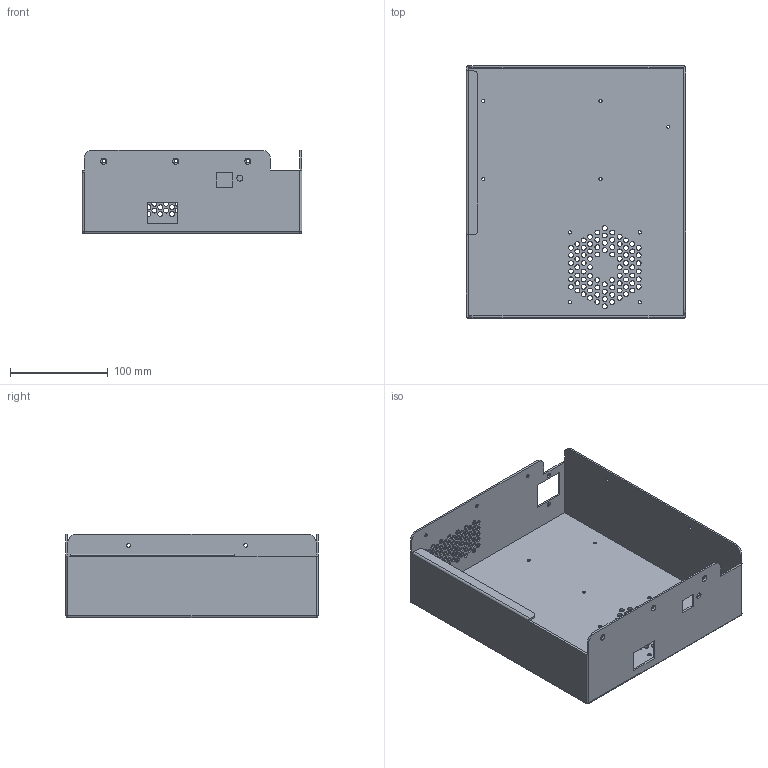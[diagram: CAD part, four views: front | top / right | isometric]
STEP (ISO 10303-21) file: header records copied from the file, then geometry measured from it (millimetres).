
FILE_DESCRIPTION(('FreeCAD Model'),'2;1');
FILE_NAME('bottom-plate-mini_PP-MP0149_revB.step','2016-08-25T15:58:32',( 'Author'),(''),'Open CASCADE STEP processor 6.8','FreeCAD','Unknown' );
FILE_SCHEMA(('AUTOMOTIVE_DESIGN_CC2 { 1 2 10303 214 -1 1 5 4 }'));
Length unit declared in the file: millimetre
Products named in the file (2): ASSEMBLY; switch_cutout
Assembly tree (1 placements, depth 2):
  ASSEMBLY
    switch_cutout
Bounding box: 225.03 x 258 x 85 mm (x, y, z)
Volume: 257253.5 mm3; surface area: 261688.9 mm2
Topology: 1 solids, 1 shells, 264 faces, 752 edges, 486 vertices
Faces by surface type: cylinder 198, plane 48, cone 14, sphere 4
Full cylindrical faces by diameter (mm): 3 x1, 3.4 x14, 4 x2, 4.39 x2, 5 x161, 6 x1
Entity records: 19463 total; most frequent: CARTESIAN_POINT 3670, DIRECTION 3012, ORIENTED_EDGE 1496, PCURVE 1496, DEFINITIONAL_REPRESENTATION 1496, LINE 1376, VECTOR 1376, EDGE_CURVE 748
